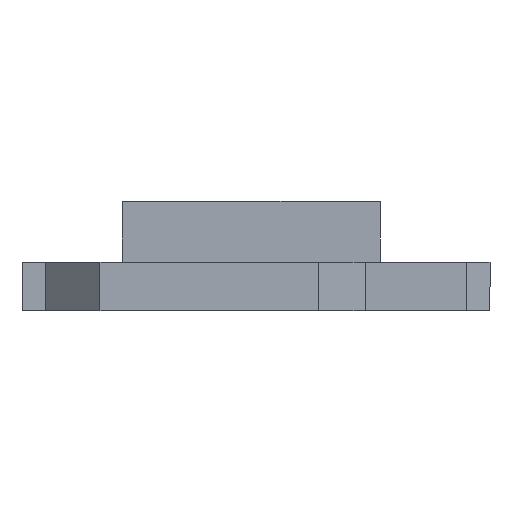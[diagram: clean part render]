
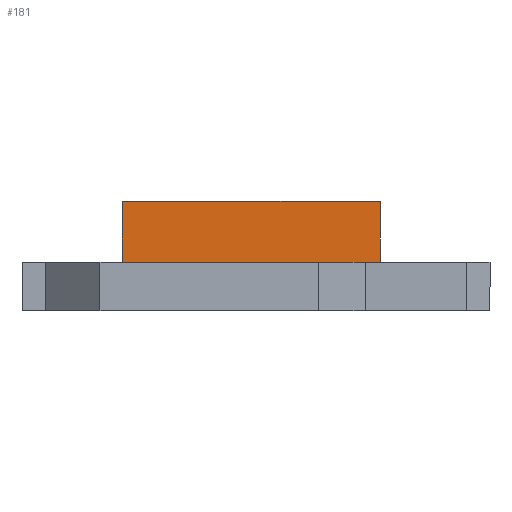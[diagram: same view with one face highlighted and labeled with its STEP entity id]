
A CAD part, front view. The second image highlights one B-rep face of the part: STEP entity #181.
In plain terms, the highlighted planar face has unit normal (0, -1, 0).
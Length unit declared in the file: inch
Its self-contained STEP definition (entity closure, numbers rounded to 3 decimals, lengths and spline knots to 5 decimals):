
#173 = CARTESIAN_POINT ( 'NONE',  ( -0.17126, 0.27882, 0.14 ) ) ;
#181 = ADVANCED_FACE ( 'NONE', ( #4982 ), #1327, .T. ) ;
#674 = CARTESIAN_POINT ( 'NONE',  ( 0.15945, 0.27882, 0.14 ) ) ;
#772 = EDGE_CURVE ( 'NONE', #2160, #2761, #3415, .T. ) ;
#1118 = CARTESIAN_POINT ( 'NONE',  ( -0.17126, 0.27882, 0.06181 ) ) ;
#1180 = DIRECTION ( 'NONE',  ( 0., 0., 1. ) ) ;
#1327 = PLANE ( 'NONE',  #4720 ) ;
#1562 = EDGE_CURVE ( 'NONE', #2160, #3996, #5479, .T. ) ;
#1687 = CARTESIAN_POINT ( 'NONE',  ( 0.15945, 0.27882, 0.06181 ) ) ;
#1710 = VECTOR ( 'NONE', #3163, 39.37008 ) ;
#1720 = DIRECTION ( 'NONE',  ( 1., 0., 0. ) ) ;
#1910 = ORIENTED_EDGE ( 'NONE', *, *, #5689, .T. ) ;
#2158 = VECTOR ( 'NONE', #1180, 39.37008 ) ;
#2160 = VERTEX_POINT ( 'NONE', #173 ) ;
#2247 = CARTESIAN_POINT ( 'NONE',  ( -0.00591, 0.27882, 0.14 ) ) ;
#2526 = ORIENTED_EDGE ( 'NONE', *, *, #1562, .F. ) ;
#2700 = EDGE_LOOP ( 'NONE', ( #2526, #4319, #3232, #1910 ) ) ;
#2727 = CARTESIAN_POINT ( 'NONE',  ( -0.17126, 0.27882, 0.06181 ) ) ;
#2744 = VECTOR ( 'NONE', #5337, 39.37008 ) ;
#2761 = VERTEX_POINT ( 'NONE', #4949 ) ;
#3090 = VECTOR ( 'NONE', #1720, 39.37008 ) ;
#3163 = DIRECTION ( 'NONE',  ( 0., 0., -1. ) ) ;
#3232 = ORIENTED_EDGE ( 'NONE', *, *, #4567, .T. ) ;
#3415 = LINE ( 'NONE', #5262, #1710 ) ;
#3982 = VERTEX_POINT ( 'NONE', #4881 ) ;
#3996 = VERTEX_POINT ( 'NONE', #674 ) ;
#4319 = ORIENTED_EDGE ( 'NONE', *, *, #772, .T. ) ;
#4567 = EDGE_CURVE ( 'NONE', #2761, #3982, #4799, .T. ) ;
#4588 = DIRECTION ( 'NONE',  ( 1., 0., 0. ) ) ;
#4614 = DIRECTION ( 'NONE',  ( 0., -1., 0. ) ) ;
#4720 = AXIS2_PLACEMENT_3D ( 'NONE', #2727, #4614, #4588 ) ;
#4799 = LINE ( 'NONE', #1118, #2744 ) ;
#4881 = CARTESIAN_POINT ( 'NONE',  ( 0.15945, 0.27882, 0.06181 ) ) ;
#4949 = CARTESIAN_POINT ( 'NONE',  ( -0.17126, 0.27882, 0.06181 ) ) ;
#4982 = FACE_OUTER_BOUND ( 'NONE', #2700, .T. ) ;
#5262 = CARTESIAN_POINT ( 'NONE',  ( -0.17126, 0.27882, 0.06181 ) ) ;
#5337 = DIRECTION ( 'NONE',  ( 1., 0., 0. ) ) ;
#5341 = LINE ( 'NONE', #1687, #2158 ) ;
#5479 = LINE ( 'NONE', #2247, #3090 ) ;
#5689 = EDGE_CURVE ( 'NONE', #3982, #3996, #5341, .T. ) ;
